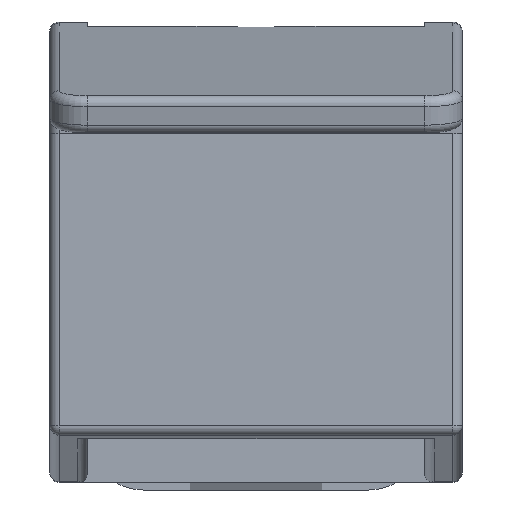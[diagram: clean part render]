
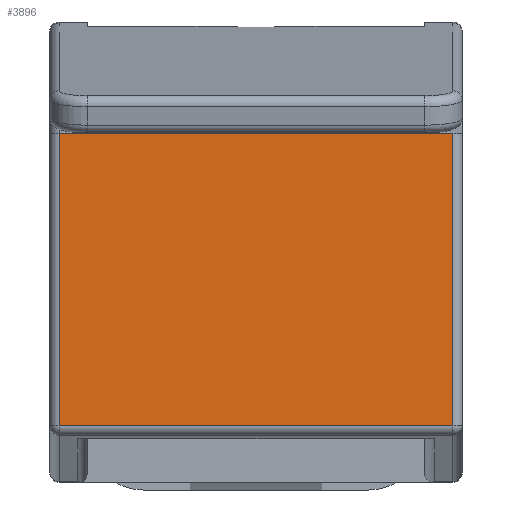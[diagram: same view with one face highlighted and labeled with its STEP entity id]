
A CAD part, front view. The second image highlights one B-rep face of the part: STEP entity #3896.
In plain terms, the highlighted planar face has unit normal (0, -1, 0).
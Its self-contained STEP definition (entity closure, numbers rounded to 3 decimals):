
#3665=CARTESIAN_POINT('',(-0.5,0.0,3.415));
#3666=VERTEX_POINT('',#3665);
#3717=CARTESIAN_POINT('',(-0.5,0.0,19.0));
#3718=VERTEX_POINT('',#3717);
#3726=CARTESIAN_POINT('',(-0.5,0.0,19.0));
#3727=DIRECTION('',(0.0,0.0,-1.0));
#3728=VECTOR('',#3727,15.585);
#3729=LINE('',#3726,#3728);
#3730=EDGE_CURVE('',#3718,#3666,#3729,.T.);
#3747=CARTESIAN_POINT('',(-21.5,0.0,3.415));
#3748=VERTEX_POINT('',#3747);
#3772=CARTESIAN_POINT('',(-21.5,0.0,19.0));
#3773=VERTEX_POINT('',#3772);
#3790=CARTESIAN_POINT('',(-21.5,0.0,3.415));
#3791=DIRECTION('',(0.0,0.0,1.0));
#3792=VECTOR('',#3791,15.585);
#3793=LINE('',#3790,#3792);
#3794=EDGE_CURVE('',#3748,#3773,#3793,.T.);
#3805=CARTESIAN_POINT('',(-0.5,0.0,3.415));
#3806=DIRECTION('',(-1.0,0.0,0.0));
#3807=VECTOR('',#3806,21.0);
#3808=LINE('',#3805,#3807);
#3809=EDGE_CURVE('',#3666,#3748,#3808,.T.);
#3880=CARTESIAN_POINT('',(-11.0,0.0,9.5));
#3881=DIRECTION('',(0.0,-1.0,0.0));
#3882=DIRECTION('',(0.0,0.0,-1.0));
#3883=AXIS2_PLACEMENT_3D('',#3880,#3881,#3882);
#3884=PLANE('',#3883);
#3885=ORIENTED_EDGE('',*,*,#3794,.F.);
#3886=ORIENTED_EDGE('',*,*,#3809,.F.);
#3887=ORIENTED_EDGE('',*,*,#3730,.F.);
#3888=CARTESIAN_POINT('',(-21.5,0.0,19.0));
#3889=DIRECTION('',(1.0,0.0,0.0));
#3890=VECTOR('',#3889,21.);
#3891=LINE('',#3888,#3890);
#3892=EDGE_CURVE('',#3773,#3718,#3891,.T.);
#3893=ORIENTED_EDGE('',*,*,#3892,.F.);
#3894=EDGE_LOOP('',(#3885,#3886,#3887,#3893));
#3895=FACE_OUTER_BOUND('',#3894,.T.);
#3896=ADVANCED_FACE('',(#3895),#3884,.T.);
